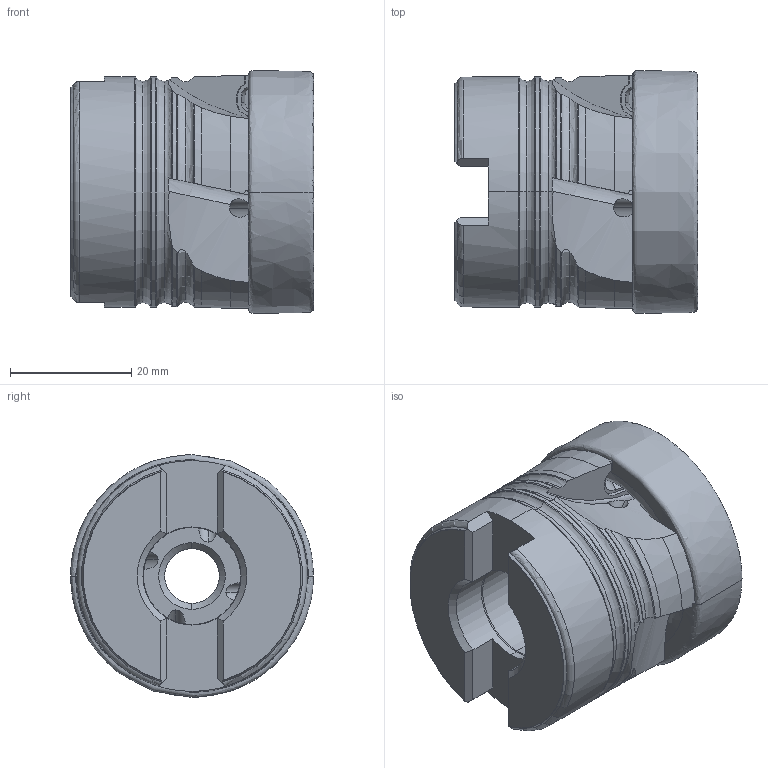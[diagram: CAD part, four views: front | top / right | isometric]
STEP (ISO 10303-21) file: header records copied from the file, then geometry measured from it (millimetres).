
FILE_DESCRIPTION (( 'STEP AP214' ), '1' );
FILE_NAME ('90PP-040-75-16-4.STEP', '2012-11-06T13:29:21', ( '' ), ( '' ), 'SwSTEP 2.0', 'SolidWorks 2012', '' );
FILE_SCHEMA (( 'AUTOMOTIVE_DESIGN' ));
Length unit declared in the file: millimetre
Products named in the file (1): 90PP-040-75-16-4
Bounding box: 40.05 x 40 x 40 mm (x, y, z)
Volume: 34637.1 mm3; surface area: 9989.9 mm2
Topology: 1 solids, 1 shells, 195 faces, 565 edges, 365 vertices
Faces by surface type: cylinder 63, plane 63, torus 42, cone 18, bspline 9
Entity records: 8644 total; most frequent: CARTESIAN_POINT 3754, ORIENTED_EDGE 1130, DIRECTION 883, EDGE_CURVE 565, AXIS2_PLACEMENT_3D 369, VERTEX_POINT 365, EDGE_LOOP 198, FACE_OUTER_BOUND 195
